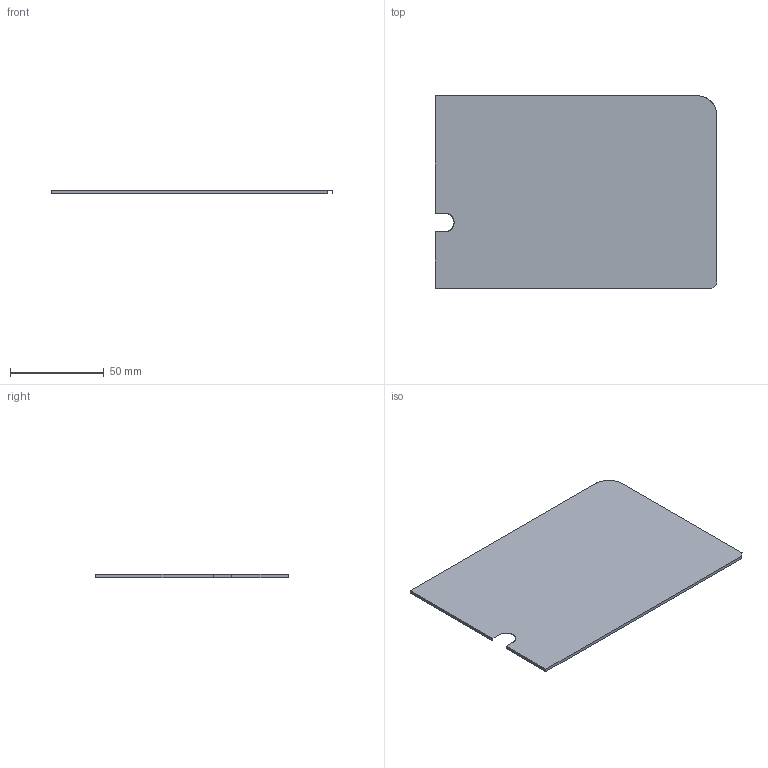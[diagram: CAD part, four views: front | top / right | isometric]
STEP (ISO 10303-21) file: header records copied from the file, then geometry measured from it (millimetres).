
FILE_DESCRIPTION (( 'STEP AP214' ), '1' );
FILE_NAME ('marker_test.STEP', '2023-09-11T07:48:22', ( '' ), ( '' ), 'SwSTEP 2.0', 'SolidWorks 2020', '' );
FILE_SCHEMA (( 'AUTOMOTIVE_DESIGN' ));
Length unit declared in the file: millimetre
Products named in the file (1): marker_test
Bounding box: 150 x 102.5 x 1.6 mm (x, y, z)
Surface area: 16012.7 mm2 (no closed solid volume)
Topology: 0 solids, 6 shells, 6 faces, 162 edges, 162 vertices
Faces by surface type: plane 6
Entity records: 1380 total; most frequent: CARTESIAN_POINT 331, DIRECTION 176, VECTOR 162, LINE 162, VERTEX_POINT 162, EDGE_CURVE 162, ORIENTED_EDGE 162, AXIS2_PLACEMENT_3D 7
